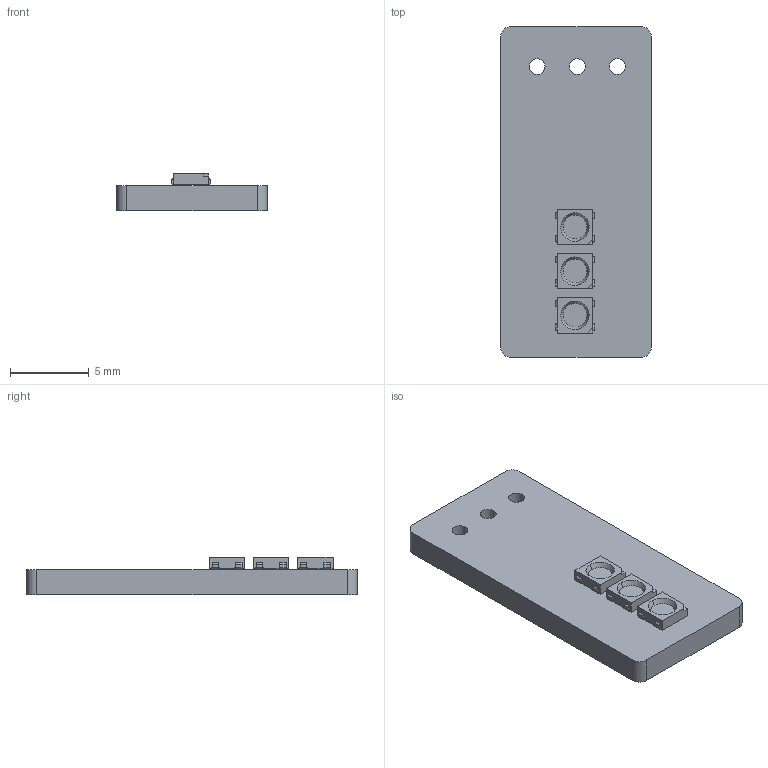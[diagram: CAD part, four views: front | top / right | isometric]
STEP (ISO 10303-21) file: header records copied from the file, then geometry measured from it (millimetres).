
FILE_DESCRIPTION(('KiCad electronic assembly'),'2;1');
FILE_NAME('Neopixel Board.step','2022-09-20T22:31:24',('Pcbnew'),( 'Kicad'),'Open CASCADE STEP processor 7.6','KiCad to STEP converter' ,'Unknown');
FILE_SCHEMA(('AUTOMOTIVE_DESIGN { 1 0 10303 214 1 1 1 1 }'));
Length unit declared in the file: millimetre
Products named in the file (4): Neopixel Board 1; WS2812B-B; COMPOUND; Neopixel Board PCB
Assembly tree (5 placements, depth 3):
  Neopixel Board 1
    WS2812B-B  x3
      COMPOUND
    Neopixel Board PCB
Bounding box: 9.53 x 20.95 x 2.38 mm (x, y, z)
Volume: 324 mm3; surface area: 569.7 mm2
Topology: 16 solids, 16 shells, 382 faces, 813 edges, 478 vertices
Faces by surface type: bspline 369, cylinder 7, plane 6
Full cylindrical faces by diameter (mm): 1 x3
Entity records: 6873 total; most frequent: CARTESIAN_POINT 2580, B_SPLINE_CURVE_WITH_KNOTS 724, ORIENTED_EDGE 586, PCURVE 586, DEFINITIONAL_REPRESENTATION 586, EDGE_CURVE 293, SURFACE_CURVE 290, VERTEX_POINT 174
